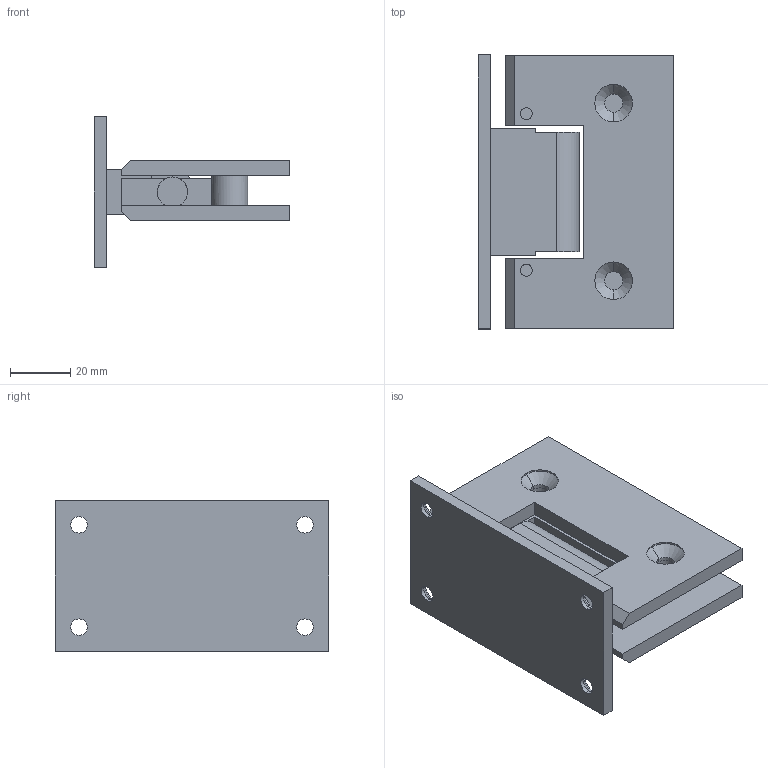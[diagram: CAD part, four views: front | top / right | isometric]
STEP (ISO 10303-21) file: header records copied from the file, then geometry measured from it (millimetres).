
FILE_DESCRIPTION (( 'STEP AP203' ), '1' );
FILE_NAME ('GS-MS_D-B-980-1_S-B___P_Cr-B.STEP', '2019-05-30T11:11:20', ( '' ), ( '' ), 'SwSTEP 2.0', 'SolidWorks 2018', '' );
FILE_SCHEMA (( 'CONFIG_CONTROL_DESIGN' ));
Length unit declared in the file: millimetre
Products named in the file (1): GS-MS_D-B-980-1_S-B___P_Cr-B
Bounding box: 65 x 91 x 50 mm (x, y, z)
Volume: 82926 mm3; surface area: 36716.1 mm2
Topology: 4 solids, 4 shells, 105 faces, 257 edges, 162 vertices
Faces by surface type: plane 53, cylinder 40, cone 12
Entity records: 3178 total; most frequent: DIRECTION 557, CARTESIAN_POINT 525, ORIENTED_EDGE 514, EDGE_CURVE 257, AXIS2_PLACEMENT_3D 194, VECTOR 169, LINE 169, VERTEX_POINT 162
